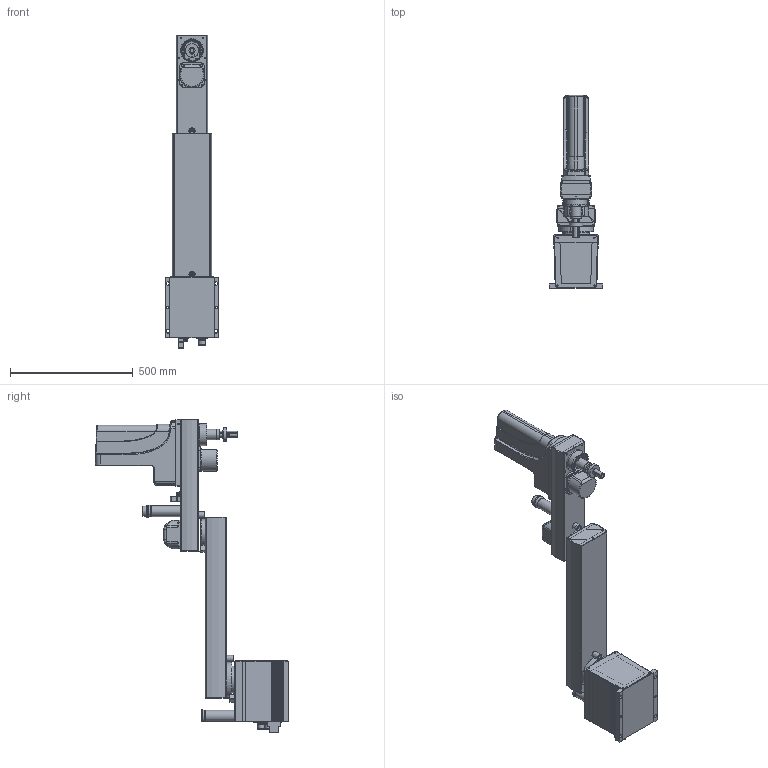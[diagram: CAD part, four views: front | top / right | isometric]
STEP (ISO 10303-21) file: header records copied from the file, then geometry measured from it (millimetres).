
FILE_DESCRIPTION (( 'STEP AP203' ), '1' );
FILE_NAME ('STH100-1000潠眢耀倰.STEP', '2022-12-13T10:11:57', ( '' ), ( '' ), 'SwSTEP 2.0', 'SolidWorks 2018', '' );
FILE_SCHEMA (( 'CONFIG_CONTROL_DESIGN' ));
Length unit declared in the file: millimetre
Products named in the file (1): STH100-1000潠眢耀倰
Bounding box: 220 x 787 x 1276.9 mm (x, y, z)
Surface area: 1436487.8 mm2 (no closed solid volume)
Topology: 0 solids, 65 shells, 770 faces, 2477 edges, 1735 vertices
Faces by surface type: plane 340, cylinder 297, bspline 55, torus 50, cone 20, sphere 8
Full cylindrical faces by diameter (mm): 2.5 x4, 3.3 x3, 3.5 x4, 4 x16, 4.2 x5, 4.5 x7, 5 x10, 5.5 x2, 6 x17, 8 x14, 9.5 x2, 10 x3, 10.8 x2, 11 x4, 11.8 x2, 12.5 x4, 12.8 x3, 14 x4, 15 x10, 17 x3, 19 x1, 25 x2, 26 x1, 28 x2, 30.376 x1, 32 x1, 38 x1, 41 x1, 41.8 x1, 42 x2
Entity records: 31484 total; most frequent: CARTESIAN_POINT 10530, DIRECTION 4409, ORIENTED_EDGE 3606, EDGE_CURVE 2261, VERTEX_POINT 1700, AXIS2_PLACEMENT_3D 1679, EDGE_LOOP 1208, VECTOR 1051
